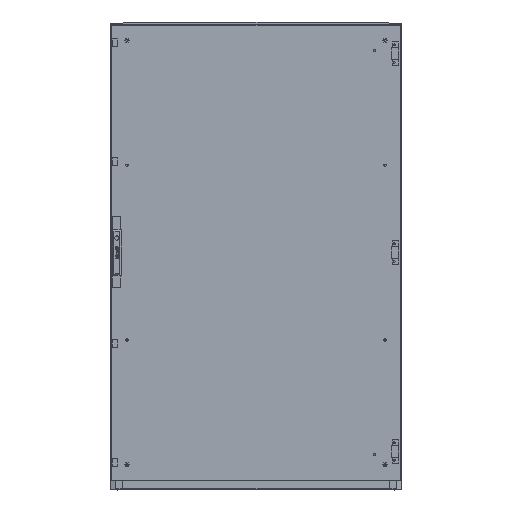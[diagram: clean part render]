
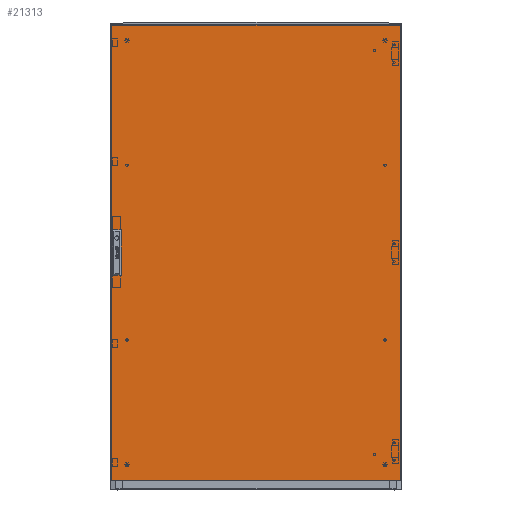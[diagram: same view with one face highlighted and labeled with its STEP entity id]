
A CAD part, top view. The second image highlights one B-rep face of the part: STEP entity #21313.
In plain terms, the highlighted planar face has unit normal (0, 0, 1).
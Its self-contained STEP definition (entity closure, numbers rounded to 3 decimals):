
#276 = ORIENTED_EDGE ( 'NONE', *, *, #121364, .T. ) ;
#3029 = CARTESIAN_POINT ( 'NONE',  ( -493.4, 78.5, 0. ) ) ;
#3529 = CARTESIAN_POINT ( 'NONE',  ( -497., -783.5, 0. ) ) ;
#7479 = CARTESIAN_POINT ( 'NONE',  ( -463., 78.5, 0. ) ) ;
#8874 = VECTOR ( 'NONE', #81693, 1000. ) ;
#12599 = DIRECTION ( 'NONE',  ( 1., 0., 0. ) ) ;
#13215 = DIRECTION ( 'NONE',  ( 0., 1., 0. ) ) ;
#14381 = EDGE_CURVE ( 'NONE', #27544, #105665, #70627, .T. ) ;
#15470 = CARTESIAN_POINT ( 'NONE',  ( -497., 783.5, 0. ) ) ;
#16536 = FACE_BOUND ( 'NONE', #49142, .T. ) ;
#19923 = VECTOR ( 'NONE', #12599, 1000. ) ;
#20253 = VECTOR ( 'NONE', #59874, 1000. ) ;
#21313 = ADVANCED_FACE ( 'NONE', ( #16536, #92139 ), #70047, .T. ) ;
#22831 = DIRECTION ( 'NONE',  ( 1., 0., 0. ) ) ;
#24526 = LINE ( 'NONE', #36716, #97054 ) ;
#26476 = ORIENTED_EDGE ( 'NONE', *, *, #103527, .F. ) ;
#27051 = CARTESIAN_POINT ( 'NONE',  ( -463., -78.5, 0. ) ) ;
#27324 = AXIS2_PLACEMENT_3D ( 'NONE', #117375, #79529, #22831 ) ;
#27544 = VERTEX_POINT ( 'NONE', #7479 ) ;
#30471 = VERTEX_POINT ( 'NONE', #119647 ) ;
#32767 = LINE ( 'NONE', #113239, #83060 ) ;
#33150 = ORIENTED_EDGE ( 'NONE', *, *, #86228, .T. ) ;
#36477 = CARTESIAN_POINT ( 'NONE',  ( -493.4, -78.5, 0. ) ) ;
#36716 = CARTESIAN_POINT ( 'NONE',  ( -497., 783.5, 0. ) ) ;
#40231 = ORIENTED_EDGE ( 'NONE', *, *, #100557, .F. ) ;
#46260 = ORIENTED_EDGE ( 'NONE', *, *, #95604, .T. ) ;
#48744 = CARTESIAN_POINT ( 'NONE',  ( 497., -783.5, 0. ) ) ;
#49142 = EDGE_LOOP ( 'NONE', ( #84694, #85320, #40231, #26476 ) ) ;
#49243 = LINE ( 'NONE', #60613, #121865 ) ;
#50010 = CARTESIAN_POINT ( 'NONE',  ( -463., 0., 0. ) ) ;
#50368 = DIRECTION ( 'NONE',  ( 0., -1., 0. ) ) ;
#53893 = VECTOR ( 'NONE', #98882, 1000. ) ;
#55396 = DIRECTION ( 'NONE',  ( -1., 0., 0. ) ) ;
#58793 = EDGE_LOOP ( 'NONE', ( #46260, #33150, #276, #102523 ) ) ;
#59460 = LINE ( 'NONE', #15470, #8874 ) ;
#59874 = DIRECTION ( 'NONE',  ( 0., -1., 0. ) ) ;
#60613 = CARTESIAN_POINT ( 'NONE',  ( 497., 783.5, 0. ) ) ;
#64717 = CARTESIAN_POINT ( 'NONE',  ( -497., 783.5, 0. ) ) ;
#64907 = VERTEX_POINT ( 'NONE', #48744 ) ;
#66460 = VERTEX_POINT ( 'NONE', #64717 ) ;
#67016 = CARTESIAN_POINT ( 'NONE',  ( -497., -783.5, 0. ) ) ;
#68682 = EDGE_CURVE ( 'NONE', #105476, #27544, #117838, .T. ) ;
#70047 = PLANE ( 'NONE',  #27324 ) ;
#70627 = LINE ( 'NONE', #50010, #20253 ) ;
#79529 = DIRECTION ( 'NONE',  ( 0., 0., 1. ) ) ;
#81693 = DIRECTION ( 'NONE',  ( 0., -1., 0. ) ) ;
#81986 = VECTOR ( 'NONE', #50368, 1000. ) ;
#83060 = VECTOR ( 'NONE', #112798, 1000. ) ;
#84694 = ORIENTED_EDGE ( 'NONE', *, *, #68682, .T. ) ;
#85320 = ORIENTED_EDGE ( 'NONE', *, *, #14381, .T. ) ;
#86228 = EDGE_CURVE ( 'NONE', #30471, #66460, #24526, .T. ) ;
#88821 = EDGE_CURVE ( 'NONE', #104578, #64907, #104173, .T. ) ;
#92139 = FACE_OUTER_BOUND ( 'NONE', #58793, .T. ) ;
#95604 = EDGE_CURVE ( 'NONE', #64907, #30471, #49243, .T. ) ;
#97054 = VECTOR ( 'NONE', #55396, 1000. ) ;
#97598 = VERTEX_POINT ( 'NONE', #36477 ) ;
#98882 = DIRECTION ( 'NONE',  ( 1., 0., 0. ) ) ;
#100557 = EDGE_CURVE ( 'NONE', #97598, #105665, #32767, .T. ) ;
#102523 = ORIENTED_EDGE ( 'NONE', *, *, #88821, .T. ) ;
#103527 = EDGE_CURVE ( 'NONE', #105476, #97598, #107257, .T. ) ;
#104173 = LINE ( 'NONE', #3529, #53893 ) ;
#104578 = VERTEX_POINT ( 'NONE', #67016 ) ;
#105476 = VERTEX_POINT ( 'NONE', #116170 ) ;
#105665 = VERTEX_POINT ( 'NONE', #27051 ) ;
#107257 = LINE ( 'NONE', #116609, #81986 ) ;
#112798 = DIRECTION ( 'NONE',  ( 1., 0., 0. ) ) ;
#113239 = CARTESIAN_POINT ( 'NONE',  ( -493.4, -78.5, 0. ) ) ;
#116170 = CARTESIAN_POINT ( 'NONE',  ( -493.4, 78.5, 0. ) ) ;
#116609 = CARTESIAN_POINT ( 'NONE',  ( -493.4, 0., 0. ) ) ;
#117375 = CARTESIAN_POINT ( 'NONE',  ( 0., 0., 0. ) ) ;
#117838 = LINE ( 'NONE', #3029, #19923 ) ;
#119647 = CARTESIAN_POINT ( 'NONE',  ( 497., 783.5, 0. ) ) ;
#121364 = EDGE_CURVE ( 'NONE', #66460, #104578, #59460, .T. ) ;
#121865 = VECTOR ( 'NONE', #13215, 1000. ) ;
